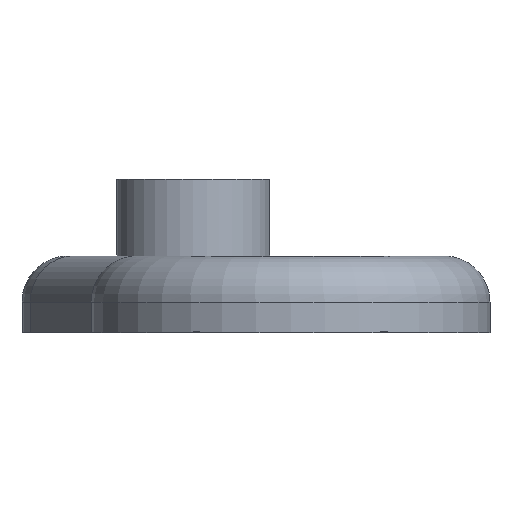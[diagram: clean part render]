
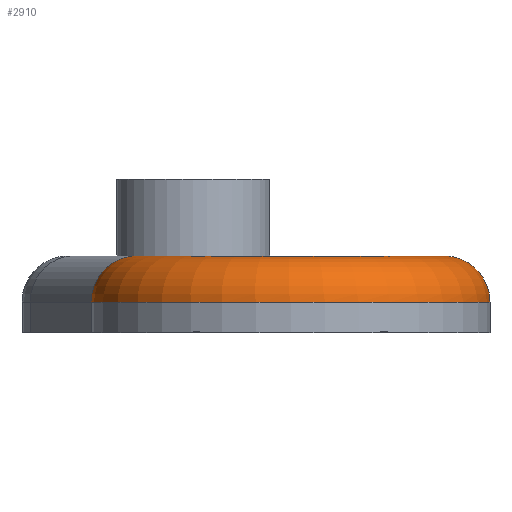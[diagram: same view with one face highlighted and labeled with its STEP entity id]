
A CAD part, left-side view. The second image highlights one B-rep face of the part: STEP entity #2910.
In plain terms, the highlighted toroidal (fillet/blend) face has major radius 10 mm and minor radius 3 mm.
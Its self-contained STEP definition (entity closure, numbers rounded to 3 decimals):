
#150 = VERTEX_POINT('',#151);
#151 = CARTESIAN_POINT('',(0.,13.,23.));
#165 = CYLINDRICAL_SURFACE('',#166,13.);
#166 = AXIS2_PLACEMENT_3D('',#167,#168,#169);
#167 = CARTESIAN_POINT('',(0.,0.,21.));
#168 = DIRECTION('',(-0.,-0.,-1.));
#169 = DIRECTION('',(1.,0.,0.));
#191 = CYLINDRICAL_SURFACE('',#192,3.);
#192 = AXIS2_PLACEMENT_3D('',#193,#194,#195);
#193 = CARTESIAN_POINT('',(-0.138,10.003,23.));
#194 = DIRECTION('',(0.999,-0.046,0.));
#195 = DIRECTION('',(0.046,0.999,0.));
#293 = PLANE('',#294);
#294 = AXIS2_PLACEMENT_3D('',#295,#296,#297);
#295 = CARTESIAN_POINT('',(65.,10.,26.));
#296 = DIRECTION('',(0.,0.,-1.));
#297 = DIRECTION('',(-1.,0.,0.));
#1058 = EDGE_CURVE('',#1059,#150,#1061,.T.);
#1059 = VERTEX_POINT('',#1060);
#1060 = CARTESIAN_POINT('',(0.,-13.,23.));
#1061 = SURFACE_CURVE('',#1062,(#1067,#1074),.PCURVE_S1.);
#1062 = CIRCLE('',#1063,13.);
#1063 = AXIS2_PLACEMENT_3D('',#1064,#1065,#1066);
#1064 = CARTESIAN_POINT('',(0.,0.,23.));
#1065 = DIRECTION('',(0.,0.,-1.));
#1066 = DIRECTION('',(0.,-1.,-0.));
#1067 = PCURVE('',#165,#1068);
#1068 = DEFINITIONAL_REPRESENTATION('',(#1069),#1073);
#1069 = LINE('',#1070,#1071);
#1070 = CARTESIAN_POINT('',(-4.712,-2.));
#1071 = VECTOR('',#1072,1.);
#1072 = DIRECTION('',(1.,-0.));
#1073 = ( GEOMETRIC_REPRESENTATION_CONTEXT(2) 
PARAMETRIC_REPRESENTATION_CONTEXT() REPRESENTATION_CONTEXT('2D SPACE',''
  ) );
#1074 = PCURVE('',#1075,#1080);
#1075 = TOROIDAL_SURFACE('',#1076,10.,3.);
#1076 = AXIS2_PLACEMENT_3D('',#1077,#1078,#1079);
#1077 = CARTESIAN_POINT('',(0.,0.,23.));
#1078 = DIRECTION('',(0.,0.,1.));
#1079 = DIRECTION('',(0.,-1.,-0.));
#1080 = DEFINITIONAL_REPRESENTATION('',(#1081),#1085);
#1081 = LINE('',#1082,#1083);
#1082 = CARTESIAN_POINT('',(-0.,0.));
#1083 = VECTOR('',#1084,1.);
#1084 = DIRECTION('',(-1.,0.));
#1085 = ( GEOMETRIC_REPRESENTATION_CONTEXT(2) 
PARAMETRIC_REPRESENTATION_CONTEXT() REPRESENTATION_CONTEXT('2D SPACE',''
  ) );
#1112 = EDGE_CURVE('',#150,#1113,#1115,.T.);
#1113 = VERTEX_POINT('',#1114);
#1114 = CARTESIAN_POINT('',(0.,10.,26.));
#1115 = SURFACE_CURVE('',#1116,(#1121,#1127),.PCURVE_S1.);
#1116 = CIRCLE('',#1117,3.);
#1117 = AXIS2_PLACEMENT_3D('',#1118,#1119,#1120);
#1118 = CARTESIAN_POINT('',(0.,10.,23.));
#1119 = DIRECTION('',(1.,0.,0.));
#1120 = DIRECTION('',(0.,1.,0.));
#1121 = PCURVE('',#191,#1122);
#1122 = DEFINITIONAL_REPRESENTATION('',(#1123),#1126);
#1123 = B_SPLINE_CURVE_WITH_KNOTS('',1,(#1124,#1125),.UNSPECIFIED.,.F.,
  .F.,(2,2),(0.,1.571),.PIECEWISE_BEZIER_KNOTS.);
#1124 = CARTESIAN_POINT('',(0.,0.));
#1125 = CARTESIAN_POINT('',(1.571,0.));
#1126 = ( GEOMETRIC_REPRESENTATION_CONTEXT(2) 
PARAMETRIC_REPRESENTATION_CONTEXT() REPRESENTATION_CONTEXT('2D SPACE',''
  ) );
#1127 = PCURVE('',#1075,#1128);
#1128 = DEFINITIONAL_REPRESENTATION('',(#1129),#1132);
#1129 = B_SPLINE_CURVE_WITH_KNOTS('',1,(#1130,#1131),.UNSPECIFIED.,.F.,
  .F.,(2,2),(0.,1.571),.PIECEWISE_BEZIER_KNOTS.);
#1130 = CARTESIAN_POINT('',(-3.142,0.));
#1131 = CARTESIAN_POINT('',(-3.142,1.571));
#1132 = ( GEOMETRIC_REPRESENTATION_CONTEXT(2) 
PARAMETRIC_REPRESENTATION_CONTEXT() REPRESENTATION_CONTEXT('2D SPACE',''
  ) );
#1271 = VERTEX_POINT('',#1272);
#1272 = CARTESIAN_POINT('',(-0.138,-10.003,26.));
#1286 = CYLINDRICAL_SURFACE('',#1287,3.);
#1287 = AXIS2_PLACEMENT_3D('',#1288,#1289,#1290);
#1288 = CARTESIAN_POINT('',(64.862,-7.003,23.));
#1289 = DIRECTION('',(-0.999,-0.046,-0.));
#1290 = DIRECTION('',(0.046,-0.999,0.));
#1298 = EDGE_CURVE('',#1271,#1113,#1299,.T.);
#1299 = SURFACE_CURVE('',#1300,(#1305,#1312),.PCURVE_S1.);
#1300 = CIRCLE('',#1301,10.);
#1301 = AXIS2_PLACEMENT_3D('',#1302,#1303,#1304);
#1302 = CARTESIAN_POINT('',(0.,0.,26.));
#1303 = DIRECTION('',(0.,0.,-1.));
#1304 = DIRECTION('',(0.,-1.,-0.));
#1305 = PCURVE('',#293,#1306);
#1306 = DEFINITIONAL_REPRESENTATION('',(#1307),#1311);
#1307 = CIRCLE('',#1308,10.);
#1308 = AXIS2_PLACEMENT_2D('',#1309,#1310);
#1309 = CARTESIAN_POINT('',(65.,-10.));
#1310 = DIRECTION('',(0.,-1.));
#1311 = ( GEOMETRIC_REPRESENTATION_CONTEXT(2) 
PARAMETRIC_REPRESENTATION_CONTEXT() REPRESENTATION_CONTEXT('2D SPACE',''
  ) );
#1312 = PCURVE('',#1075,#1313);
#1313 = DEFINITIONAL_REPRESENTATION('',(#1314),#1318);
#1314 = LINE('',#1315,#1316);
#1315 = CARTESIAN_POINT('',(-0.,1.571));
#1316 = VECTOR('',#1317,1.);
#1317 = DIRECTION('',(-1.,0.));
#1318 = ( GEOMETRIC_REPRESENTATION_CONTEXT(2) 
PARAMETRIC_REPRESENTATION_CONTEXT() REPRESENTATION_CONTEXT('2D SPACE',''
  ) );
#2910 = ADVANCED_FACE('',(#2911),#1075,.T.);
#2911 = FACE_BOUND('',#2912,.F.);
#2912 = EDGE_LOOP('',(#2913,#2933,#2934,#2935));
#2913 = ORIENTED_EDGE('',*,*,#2914,.F.);
#2914 = EDGE_CURVE('',#1059,#1271,#2915,.T.);
#2915 = SURFACE_CURVE('',#2916,(#2921,#2927),.PCURVE_S1.);
#2916 = CIRCLE('',#2917,3.);
#2917 = AXIS2_PLACEMENT_3D('',#2918,#2919,#2920);
#2918 = CARTESIAN_POINT('',(-0.138,-10.003,23.));
#2919 = DIRECTION('',(-0.999,-0.046,0.));
#2920 = DIRECTION('',(0.046,-0.999,0.));
#2921 = PCURVE('',#1075,#2922);
#2922 = DEFINITIONAL_REPRESENTATION('',(#2923),#2926);
#2923 = B_SPLINE_CURVE_WITH_KNOTS('',1,(#2924,#2925),.UNSPECIFIED.,.F.,
  .F.,(2,2),(0.,1.571),.PIECEWISE_BEZIER_KNOTS.);
#2924 = CARTESIAN_POINT('',(0.,0.));
#2925 = CARTESIAN_POINT('',(0.,1.571));
#2926 = ( GEOMETRIC_REPRESENTATION_CONTEXT(2) 
PARAMETRIC_REPRESENTATION_CONTEXT() REPRESENTATION_CONTEXT('2D SPACE',''
  ) );
#2927 = PCURVE('',#1286,#2928);
#2928 = DEFINITIONAL_REPRESENTATION('',(#2929),#2932);
#2929 = B_SPLINE_CURVE_WITH_KNOTS('',1,(#2930,#2931),.UNSPECIFIED.,.F.,
  .F.,(2,2),(0.,1.571),.PIECEWISE_BEZIER_KNOTS.);
#2930 = CARTESIAN_POINT('',(0.,65.069));
#2931 = CARTESIAN_POINT('',(1.571,65.069));
#2932 = ( GEOMETRIC_REPRESENTATION_CONTEXT(2) 
PARAMETRIC_REPRESENTATION_CONTEXT() REPRESENTATION_CONTEXT('2D SPACE',''
  ) );
#2933 = ORIENTED_EDGE('',*,*,#1058,.T.);
#2934 = ORIENTED_EDGE('',*,*,#1112,.T.);
#2935 = ORIENTED_EDGE('',*,*,#1298,.F.);
